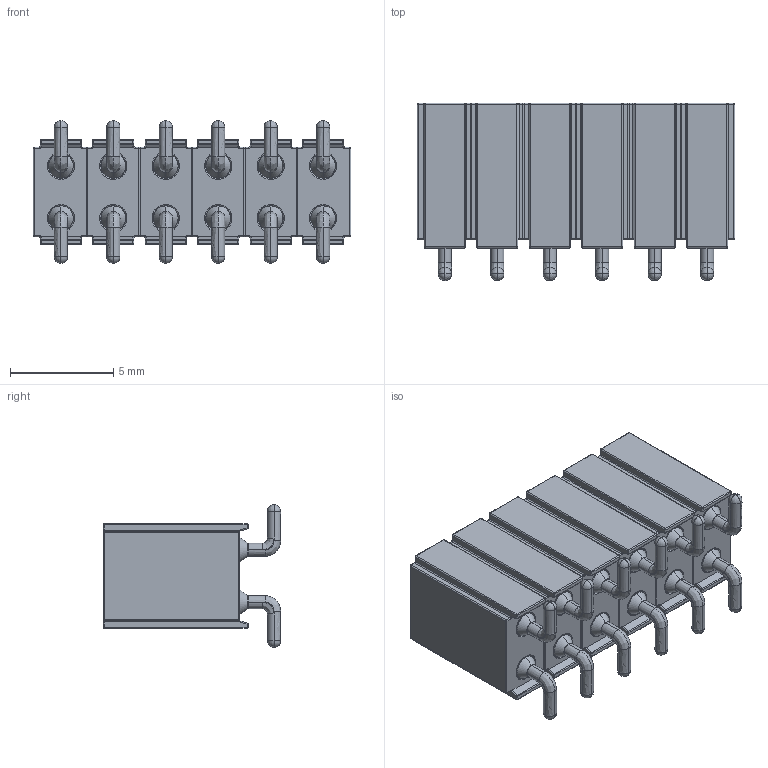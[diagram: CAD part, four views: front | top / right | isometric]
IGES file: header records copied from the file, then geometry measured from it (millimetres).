
Start section: SolidWorks IGES file using analytic representation for surfaces
Global section: file name: 803-xx-012-30-001000.IGS; native system: SolidWorks 2014; preprocessor: SolidWorks 2014; author: susan_ahlfs; date: 180731.093713; units: millimetre
Bounding box: 15.4 x 8.59 x 6.91 mm (x, y, z)
Surface area: 1812.3 mm2 (no closed solid volume)
Topology: 0 solids, 0 shells, 2376 faces, 14940 edges, 14772 vertices
Faces by surface type: bspline 1260, revolution 1116
